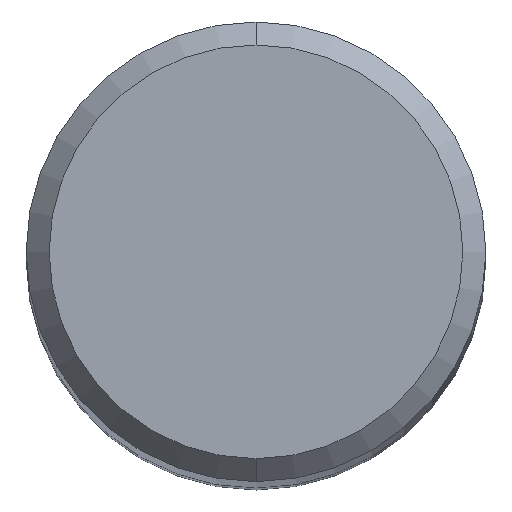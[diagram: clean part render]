
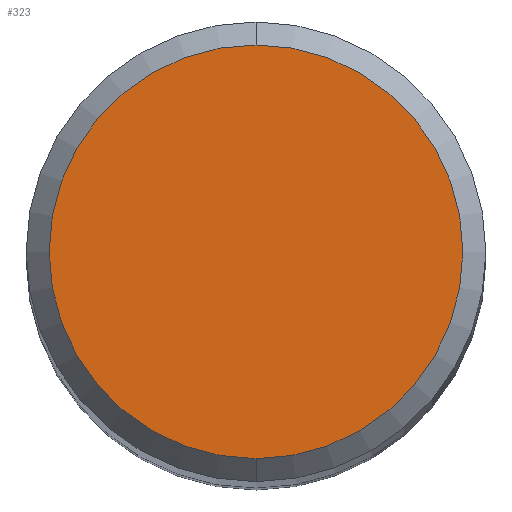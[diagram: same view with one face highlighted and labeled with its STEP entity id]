
A CAD part, top view. The second image highlights one B-rep face of the part: STEP entity #323.
In plain terms, the highlighted planar face has unit normal (0, 0, 1).
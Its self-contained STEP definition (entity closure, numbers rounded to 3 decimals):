
#167=EDGE_CURVE('',#287,#229,#442,.T.);
#229=VERTEX_POINT('',#511);
#287=VERTEX_POINT('',#574);
#323=ADVANCED_FACE('',(#615),#616,.T.);
#363=EDGE_CURVE('',#229,#287,#659,.T.);
#442=CIRCLE('',#738,4.5);
#511=CARTESIAN_POINT('',(0.,-4.5,0.0));
#574=CARTESIAN_POINT('',(0.0,4.5,0.0));
#615=FACE_OUTER_BOUND('',#1149,.T.);
#616=PLANE('',#1150);
#659=CIRCLE('',#1241,4.5);
#738=AXIS2_PLACEMENT_3D('',#1352,#1353,#1354);
#1149=EDGE_LOOP('',(#1550,#1551));
#1150=AXIS2_PLACEMENT_3D('',#1552,#1553,#1554);
#1241=AXIS2_PLACEMENT_3D('',#1595,#1596,#1597);
#1352=CARTESIAN_POINT('',(0.0,0.0,0.0));
#1353=DIRECTION('',(0.0,0.0,-1.0));
#1354=DIRECTION('',(0.0,1.0,0.0));
#1550=ORIENTED_EDGE('',*,*,#167,.F.);
#1551=ORIENTED_EDGE('',*,*,#363,.F.);
#1552=CARTESIAN_POINT('',(0.0,2.25,0.0));
#1553=DIRECTION('',(-0.0,0.0,1.0));
#1554=DIRECTION('',(0.0,-1.0,0.0));
#1595=CARTESIAN_POINT('',(0.0,0.0,0.0));
#1596=DIRECTION('',(0.0,0.0,-1.0));
#1597=DIRECTION('',(0.0,1.0,0.0));
